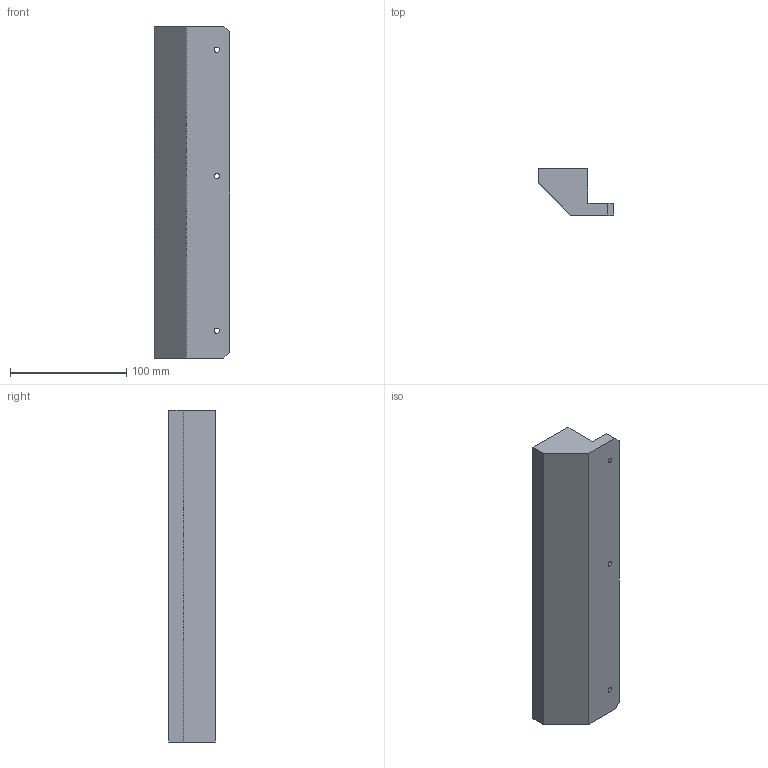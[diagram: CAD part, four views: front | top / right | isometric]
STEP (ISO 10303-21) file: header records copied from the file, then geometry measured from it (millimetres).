
FILE_DESCRIPTION (( 'STEP AP214' ), '1' );
FILE_NAME ('INGUN_18175.STEP', '2022-08-23T08:53:16', ( '' ), ( '' ), 'SwSTEP 2.0', 'SolidWorks 2018', '' );
FILE_SCHEMA (( 'AUTOMOTIVE_DESIGN' ));
Length unit declared in the file: millimetre
Products named in the file (1): INGUN_18175
Bounding box: 64.5 x 40 x 285 mm (x, y, z)
Volume: 383563.4 mm3; surface area: 58797.9 mm2
Topology: 1 solids, 1 shells, 48 faces, 124 edges, 74 vertices
Faces by surface type: cylinder 17, plane 17, cone 14
Entity records: 1490 total; most frequent: DIRECTION 254, CARTESIAN_POINT 239, ORIENTED_EDGE 232, EDGE_CURVE 116, AXIS2_PLACEMENT_3D 89, VECTOR 76, LINE 76, VERTEX_POINT 74
